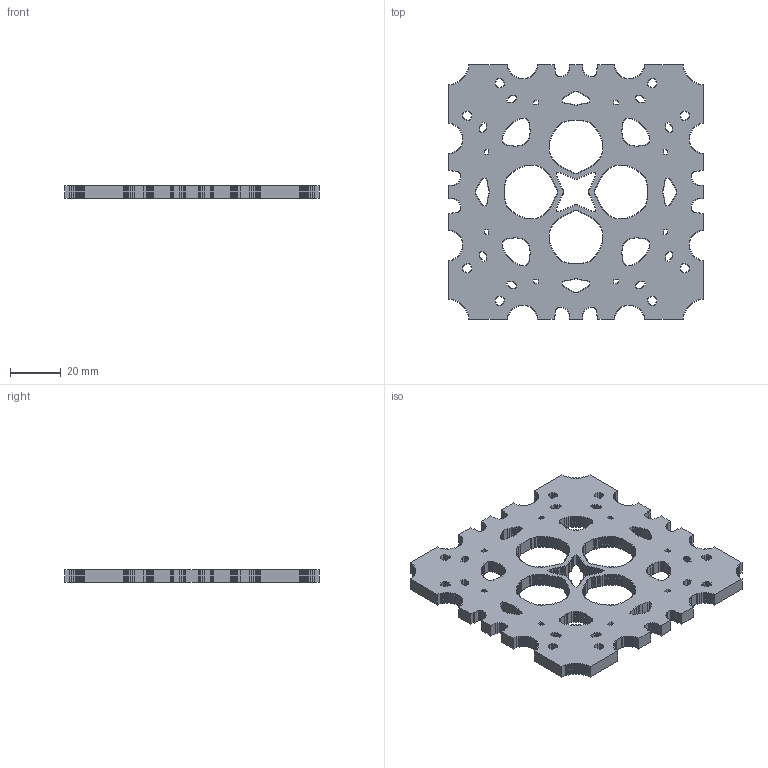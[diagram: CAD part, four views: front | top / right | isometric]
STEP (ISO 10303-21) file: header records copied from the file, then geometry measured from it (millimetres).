
FILE_DESCRIPTION(('STEP AP214'),'1');
FILE_NAME('4.stp','2025-05-22T11:50:23',(' '),(' '),'Spatial InterOp 3D',' ',' ');
FILE_SCHEMA(('AUTOMOTIVE_DESIGN { 1 0 10303 214 1 1 1 1 }'));
Length unit declared in the file: millimetre
Products named in the file (1): 1
Bounding box: 100 x 100 x 5 mm (x, y, z)
Volume: 35043.3 mm3; surface area: 21829.8 mm2
Topology: 1 solids, 1 shells, 1986 faces, 5988 edges, 4004 vertices
Faces by surface type: plane 1986
Entity records: 70815 total; most frequent: CARTESIAN_POINT 18219, ORIENTED_EDGE 11976, DIRECTION 9258, EDGE_CURVE 5988, LINE 5284, VECTOR 5284, VERTEX_POINT 4004, EDGE_LOOP 2060
